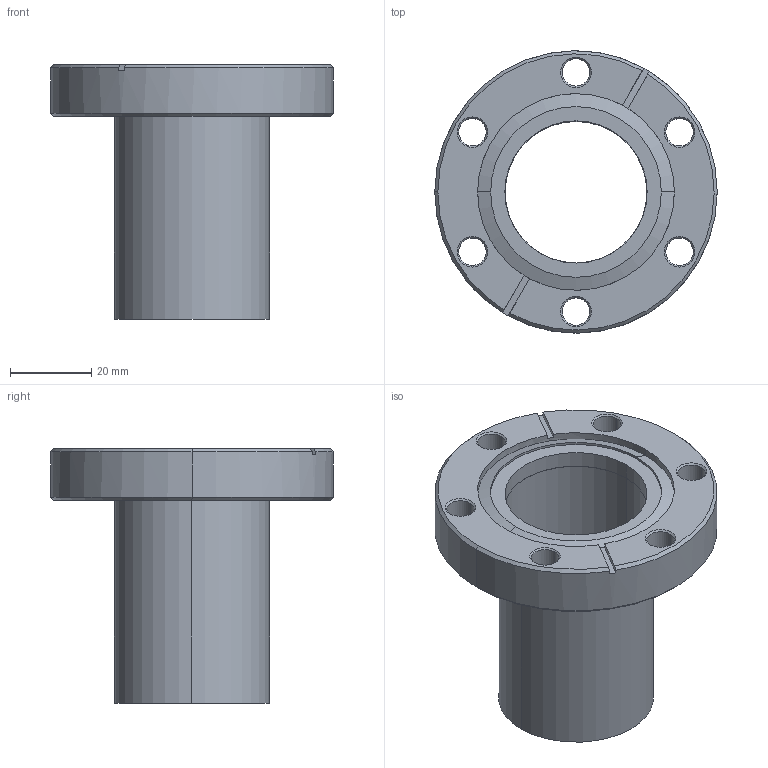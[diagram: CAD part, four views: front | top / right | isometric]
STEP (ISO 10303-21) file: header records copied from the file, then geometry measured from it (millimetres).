
FILE_DESCRIPTION (( 'STEP AP203' ), '1' );
FILE_NAME ('401002.STEP', '2007-05-29T04:22:49', ( 'Udaykumar' ), ( 'TCS' ), 'SwSTEP 2.0', 'SolidWorks 2004231', '' );
FILE_SCHEMA (( 'CONFIG_CONTROL_DESIGN' ));
Length unit declared in the file: millimetre
Products named in the file (1): 401002
Bounding box: 69.34 x 69.34 x 62.48 mm (x, y, z)
Volume: 41107.3 mm3; surface area: 24521.4 mm2
Topology: 2 solids, 2 shells, 72 faces, 168 edges, 101 vertices
Faces by surface type: cone 33, cylinder 26, plane 13
Entity records: 2164 total; most frequent: DIRECTION 395, CARTESIAN_POINT 360, ORIENTED_EDGE 336, EDGE_CURVE 168, AXIS2_PLACEMENT_3D 160, VERTEX_POINT 101, EDGE_LOOP 89, CIRCLE 87
